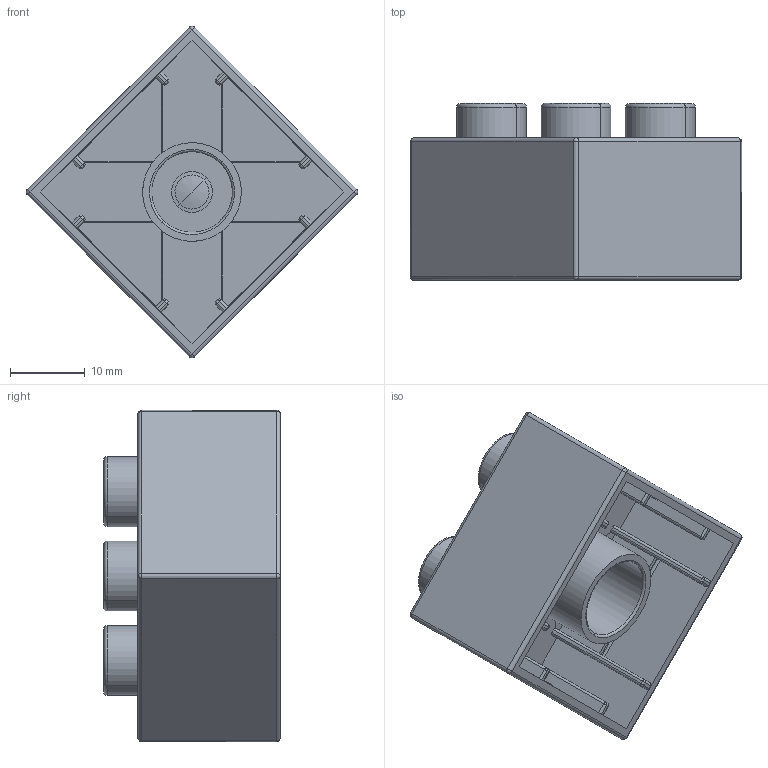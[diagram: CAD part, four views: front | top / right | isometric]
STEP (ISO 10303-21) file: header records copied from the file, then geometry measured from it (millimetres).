
FILE_DESCRIPTION (( 'STEP AP214' ), '1' );
FILE_NAME ('Duplo.STEP', '2022-03-14T10:41:47', ( '' ), ( '' ), 'SwSTEP 2.0', 'SolidWorks 2021', '' );
FILE_SCHEMA (( 'AUTOMOTIVE_DESIGN' ));
Length unit declared in the file: millimetre
Products named in the file (2): Duplo; LEGO_DUPLO_BRICK_2X2
Assembly tree (1 placements, depth 2):
  Duplo
    LEGO_DUPLO_BRICK_2X2
Bounding box: 44.41 x 23.7 x 44.41 mm (x, y, z)
Volume: 6304 mm3; surface area: 8881.3 mm2
Topology: 1 solids, 1 shells, 439 faces, 1180 edges, 749 vertices
Faces by surface type: bspline 439
Entity records: 26743 total; most frequent: CARTESIAN_POINT 14659, ORIENTED_EDGE 2308, EDGE_CURVE 1154, B_SPLINE_CURVE_WITH_KNOTS 1154, VERTEX_POINT 749, EDGE_LOOP 471, UNCERTAINTY_MEASURE_WITH_UNIT 443, SURFACE_STYLE_FILL_AREA 441
